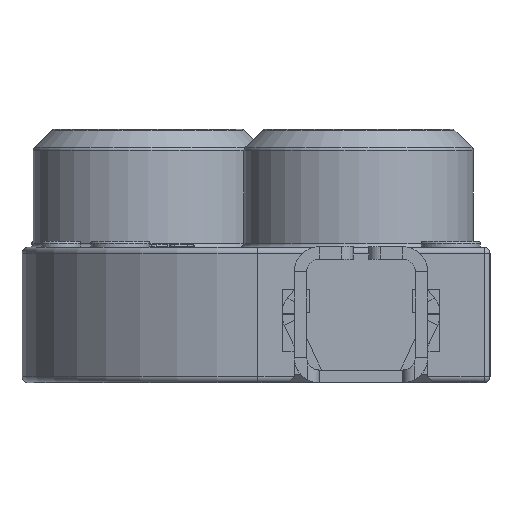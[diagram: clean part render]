
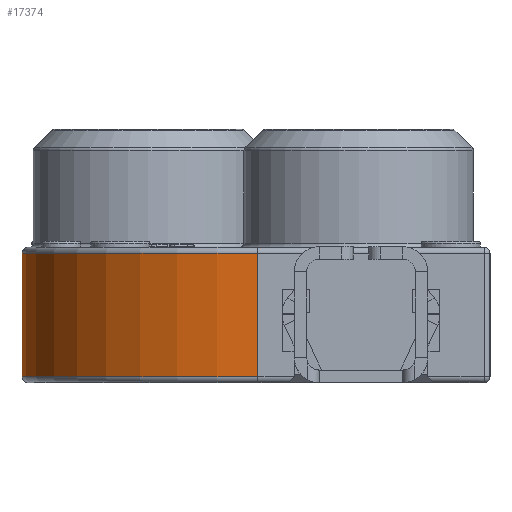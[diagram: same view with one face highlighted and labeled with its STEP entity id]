
A CAD part, left-side view. The second image highlights one B-rep face of the part: STEP entity #17374.
In plain terms, the highlighted cylindrical face has radius 3 mm (diameter 6 mm), a partial arc.
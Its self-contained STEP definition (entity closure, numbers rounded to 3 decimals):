
#11149 = VERTEX_POINT('',#11150);
#11150 = CARTESIAN_POINT('',(-6.1,3.75,-3.525));
#11173 = VERTEX_POINT('',#11174);
#11174 = CARTESIAN_POINT('',(-3.1,6.75,-3.525));
#11183 = EDGE_CURVE('',#11149,#11173,#11184,.T.);
#11184 = CIRCLE('',#11185,3.);
#11185 = AXIS2_PLACEMENT_3D('',#11186,#11187,#11188);
#11186 = CARTESIAN_POINT('',(-3.1,3.75,-3.525));
#11187 = DIRECTION('',(-0.,0.,-1.));
#11188 = DIRECTION('',(-0.707,0.707,0.));
#16805 = EDGE_CURVE('',#16806,#11173,#16808,.T.);
#16806 = VERTEX_POINT('',#16807);
#16807 = CARTESIAN_POINT('',(-3.1,6.75,-1.955));
#16808 = LINE('',#16809,#16810);
#16809 = CARTESIAN_POINT('',(-3.1,6.75,-3.6));
#16810 = VECTOR('',#16811,1.);
#16811 = DIRECTION('',(-0.,0.,-1.));
#17098 = VERTEX_POINT('',#17099);
#17099 = CARTESIAN_POINT('',(-6.1,3.75,-1.955));
#17105 = EDGE_CURVE('',#11149,#17098,#17106,.T.);
#17106 = LINE('',#17107,#17108);
#17107 = CARTESIAN_POINT('',(-6.1,3.75,-3.6));
#17108 = VECTOR('',#17109,1.);
#17109 = DIRECTION('',(0.,0.,1.));
#17374 = ADVANCED_FACE('',(#17375),#17387,.T.);
#17375 = FACE_BOUND('',#17376,.T.);
#17376 = EDGE_LOOP('',(#17377,#17378,#17379,#17386));
#17377 = ORIENTED_EDGE('',*,*,#11183,.F.);
#17378 = ORIENTED_EDGE('',*,*,#17105,.T.);
#17379 = ORIENTED_EDGE('',*,*,#17380,.F.);
#17380 = EDGE_CURVE('',#16806,#17098,#17381,.T.);
#17381 = CIRCLE('',#17382,3.);
#17382 = AXIS2_PLACEMENT_3D('',#17383,#17384,#17385);
#17383 = CARTESIAN_POINT('',(-3.1,3.75,-1.955));
#17384 = DIRECTION('',(0.,0.,1.));
#17385 = DIRECTION('',(-0.707,0.707,0.));
#17386 = ORIENTED_EDGE('',*,*,#16805,.T.);
#17387 = CYLINDRICAL_SURFACE('',#17388,3.);
#17388 = AXIS2_PLACEMENT_3D('',#17389,#17390,#17391);
#17389 = CARTESIAN_POINT('',(-3.1,3.75,-3.6));
#17390 = DIRECTION('',(0.,0.,1.));
#17391 = DIRECTION('',(-0.707,0.707,0.));
